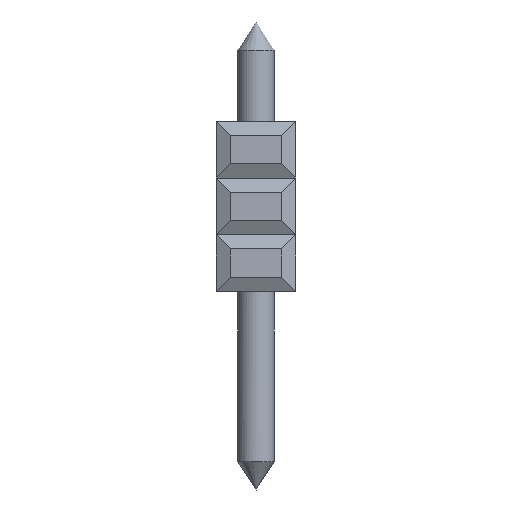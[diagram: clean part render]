
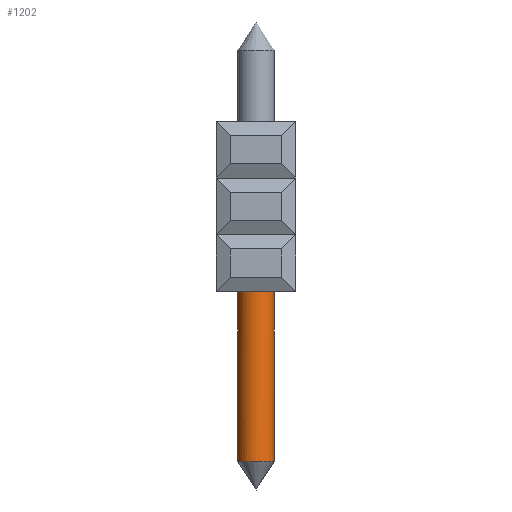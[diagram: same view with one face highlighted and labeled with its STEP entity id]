
A CAD part, left-side view. The second image highlights one B-rep face of the part: STEP entity #1202.
In plain terms, the highlighted cylindrical face has radius 0.65 mm (diameter 1.3 mm), a full revolution.
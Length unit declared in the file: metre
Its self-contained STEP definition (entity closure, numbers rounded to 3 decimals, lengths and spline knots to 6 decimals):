
#1202=ADVANCED_FACE('',(#2705,#2706),#2707,.T.);
#2705=FACE_OUTER_BOUND('',#4556,.T.);
#2706=FACE_OUTER_BOUND('',#4557,.T.);
#2707=CYLINDRICAL_SURFACE('',#4558,0.00065);
#4556=EDGE_LOOP('',(#7923));
#4557=EDGE_LOOP('',(#7924));
#4558=AXIS2_PLACEMENT_3D('',#7925,#7926,#7927);
#7923=ORIENTED_EDGE('',*,*,#11366,.F.);
#7924=ORIENTED_EDGE('',*,*,#10951,.F.);
#7925=CARTESIAN_POINT('',(0.06065,-0.03326,-0.0015));
#7926=DIRECTION('',(0.0,0.,-1.0));
#7927=DIRECTION('',(-1.0,0.0,0.0));
#10951=EDGE_CURVE('',#13219,#13219,#13220,.T.);
#11366=EDGE_CURVE('',#13745,#13745,#13746,.T.);
#13219=VERTEX_POINT('',#16325);
#13220=CIRCLE('',#16326,0.00065);
#13745=VERTEX_POINT('',#17126);
#13746=CIRCLE('',#17127,0.00065);
#16325=CARTESIAN_POINT('',(0.06065,-0.03391,-0.0058));
#16326=AXIS2_PLACEMENT_3D('',#19122,#19123,#19124);
#17126=CARTESIAN_POINT('',(0.06104,-0.03274,-0.012));
#17127=AXIS2_PLACEMENT_3D('',#19427,#19428,#19429);
#19122=CARTESIAN_POINT('',(0.06065,-0.03326,-0.0058));
#19123=DIRECTION('',(0.0,0.,1.0));
#19124=DIRECTION('',(0.0,-1.0,0.));
#19427=CARTESIAN_POINT('',(0.06065,-0.03326,-0.012));
#19428=DIRECTION('',(0.,0.,-1.0));
#19429=DIRECTION('',(0.6,0.8,0.));
